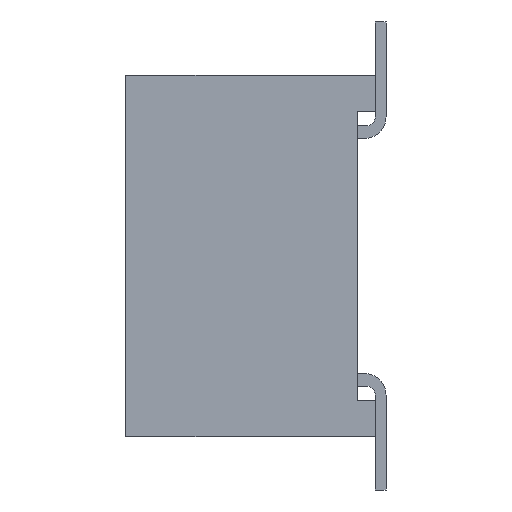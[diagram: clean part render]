
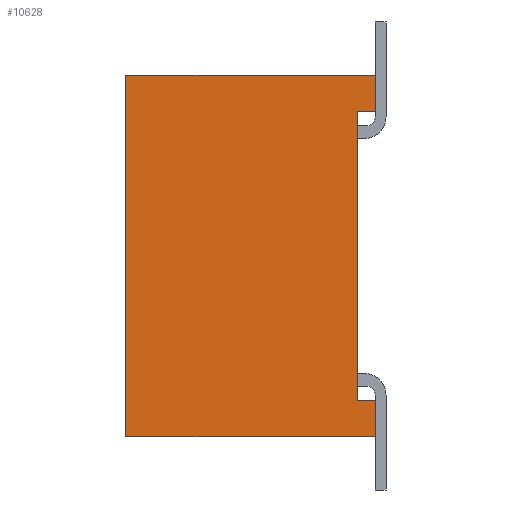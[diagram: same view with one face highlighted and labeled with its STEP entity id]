
A CAD part, left-side view. The second image highlights one B-rep face of the part: STEP entity #10628.
In plain terms, the highlighted planar face has unit normal (-1, 0, 0).
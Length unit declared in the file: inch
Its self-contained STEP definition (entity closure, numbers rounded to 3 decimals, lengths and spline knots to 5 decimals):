
#120=ORIENTED_EDGE('',*,*,#3224,.T.);
#121=ORIENTED_EDGE('',*,*,#3225,.T.);
#122=ORIENTED_EDGE('',*,*,#3226,.F.);
#123=ORIENTED_EDGE('',*,*,#3227,.F.);
#124=ORIENTED_EDGE('',*,*,#3228,.T.);
#125=ORIENTED_EDGE('',*,*,#3229,.T.);
#126=ORIENTED_EDGE('',*,*,#3230,.T.);
#127=ORIENTED_EDGE('',*,*,#3231,.T.);
#3224=EDGE_CURVE('',#4776,#4777,#5792,.T.);
#3225=EDGE_CURVE('',#4777,#4778,#5793,.T.);
#3226=EDGE_CURVE('',#4779,#4778,#5794,.T.);
#3227=EDGE_CURVE('',#4780,#4779,#5795,.T.);
#3228=EDGE_CURVE('',#4780,#4781,#5796,.T.);
#3229=EDGE_CURVE('',#4781,#4782,#5797,.T.);
#3230=EDGE_CURVE('',#4782,#4783,#5798,.T.);
#3231=EDGE_CURVE('',#4783,#4776,#5799,.T.);
#4776=VERTEX_POINT('',#14537);
#4777=VERTEX_POINT('',#14538);
#4778=VERTEX_POINT('',#14540);
#4779=VERTEX_POINT('',#14542);
#4780=VERTEX_POINT('',#14544);
#4781=VERTEX_POINT('',#14546);
#4782=VERTEX_POINT('',#14548);
#4783=VERTEX_POINT('',#14550);
#5792=LINE('',#14536,#7288);
#5793=LINE('',#14539,#7289);
#5794=LINE('',#14541,#7290);
#5795=LINE('',#14543,#7291);
#5796=LINE('',#14545,#7292);
#5797=LINE('',#14547,#7293);
#5798=LINE('',#14549,#7294);
#5799=LINE('',#14551,#7295);
#7288=VECTOR('',#11826,39.37008);
#7289=VECTOR('',#11827,39.37008);
#7290=VECTOR('',#11828,39.37008);
#7291=VECTOR('',#11829,39.37008);
#7292=VECTOR('',#11830,39.37008);
#7293=VECTOR('',#11831,39.37008);
#7294=VECTOR('',#11832,39.37008);
#7295=VECTOR('',#11833,39.37008);
#8784=EDGE_LOOP('',(#120,#121,#122,#123,#124,#125,#126,#127));
#9446=FACE_BOUND('',#8784,.T.);
#10108=PLANE('',#11215);
#10628=ADVANCED_FACE('',(#9446),#10108,.F.);
#11215=AXIS2_PLACEMENT_3D('',#14535,#11824,#11825);
#11824=DIRECTION('',(1.,0.,0.));
#11825=DIRECTION('',(0.,0.,-1.));
#11826=DIRECTION('',(0.,-1.,0.));
#11827=DIRECTION('',(0.,0.,1.));
#11828=DIRECTION('',(0.,-1.,0.));
#11829=DIRECTION('',(0.,0.,1.));
#11830=DIRECTION('',(0.,-1.,0.));
#11831=DIRECTION('',(0.,0.,1.));
#11832=DIRECTION('',(0.,1.,0.));
#11833=DIRECTION('',(0.,0.,1.));
#14535=CARTESIAN_POINT('',(-0.35,0.138,-0.1));
#14536=CARTESIAN_POINT('',(-0.35,0.01,0.08));
#14537=CARTESIAN_POINT('',(-0.35,0.01,0.08));
#14538=CARTESIAN_POINT('',(-0.35,0.,0.08));
#14539=CARTESIAN_POINT('',(-0.35,0.,-0.1));
#14540=CARTESIAN_POINT('',(-0.35,0.,0.1));
#14541=CARTESIAN_POINT('',(-0.35,0.138,0.1));
#14542=CARTESIAN_POINT('',(-0.35,0.138,0.1));
#14543=CARTESIAN_POINT('',(-0.35,0.138,-0.1));
#14544=CARTESIAN_POINT('',(-0.35,0.138,-0.1));
#14545=CARTESIAN_POINT('',(-0.35,0.138,-0.1));
#14546=CARTESIAN_POINT('',(-0.35,0.,-0.1));
#14547=CARTESIAN_POINT('',(-0.35,0.,-0.1));
#14548=CARTESIAN_POINT('',(-0.35,0.,-0.08));
#14549=CARTESIAN_POINT('',(-0.35,0.,-0.08));
#14550=CARTESIAN_POINT('',(-0.35,0.01,-0.08));
#14551=CARTESIAN_POINT('',(-0.35,0.01,-0.08));
